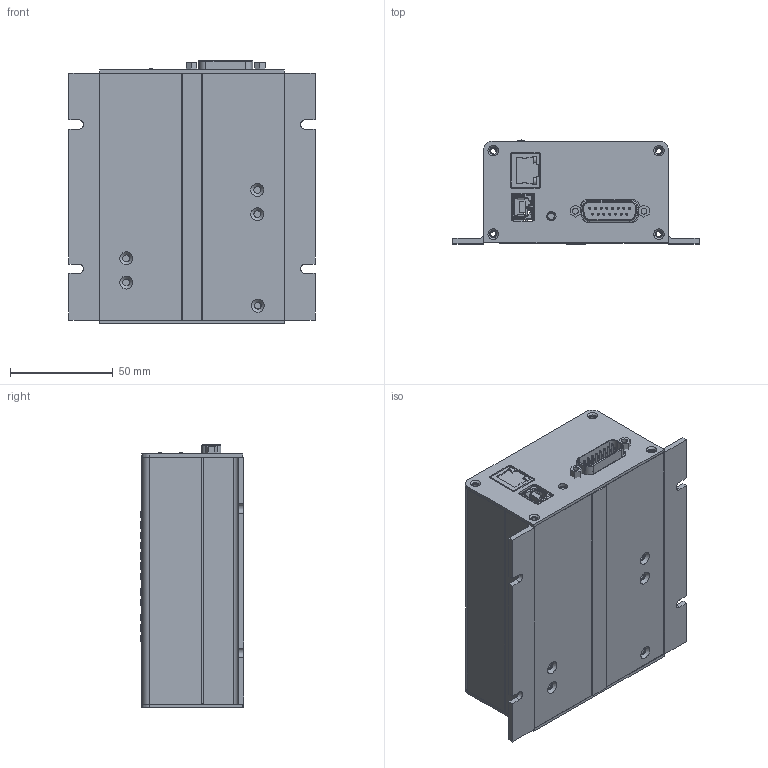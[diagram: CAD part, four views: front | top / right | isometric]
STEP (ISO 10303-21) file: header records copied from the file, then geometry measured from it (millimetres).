
FILE_DESCRIPTION (( 'STEP AP214' ), '1' );
FILE_NAME ('Assieme LTDVE2CH-20F.STEP', '2019-12-06T15:48:44', ( '' ), ( '' ), 'SwSTEP 2.0', 'SolidWorks 2018', '' );
FILE_SCHEMA (( 'AUTOMOTIVE_DESIGN' ));
Length unit declared in the file: millimetre
Products named in the file (1): Assieme LTDVE2CH-20F
Bounding box: 119.6 x 50.36 x 127.48 mm (x, y, z)
Surface area: 106792.8 mm2 (no closed solid volume)
Topology: 0 solids, 48 shells, 881 faces, 4738 edges, 3984 vertices
Faces by surface type: plane 531, cylinder 170, bspline 96, cone 42, sphere 30, torus 12
Full cylindrical faces by diameter (mm): 0.5 x2, 3.4 x5, 3.5 x8, 3.778 x2, 4.5 x1
Entity records: 64433 total; most frequent: CARTESIAN_POINT 20778, ORIENTED_EDGE 7609, DIRECTION 4894, EDGE_CURVE 4638, VERTEX_POINT 3969, B_SPLINE_CURVE_WITH_KNOTS 2203, AXIS2_PLACEMENT_3D 1788, EDGE_LOOP 1735
